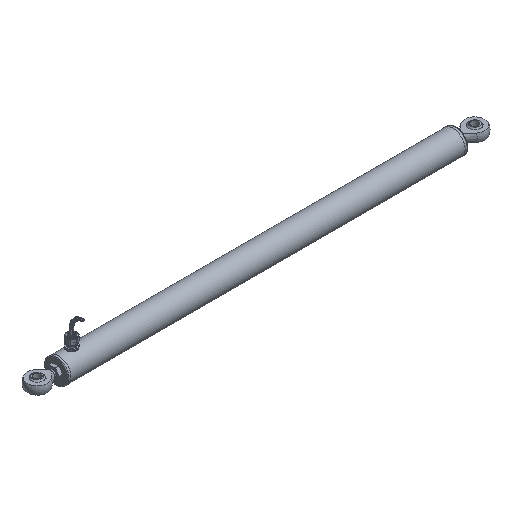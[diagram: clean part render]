
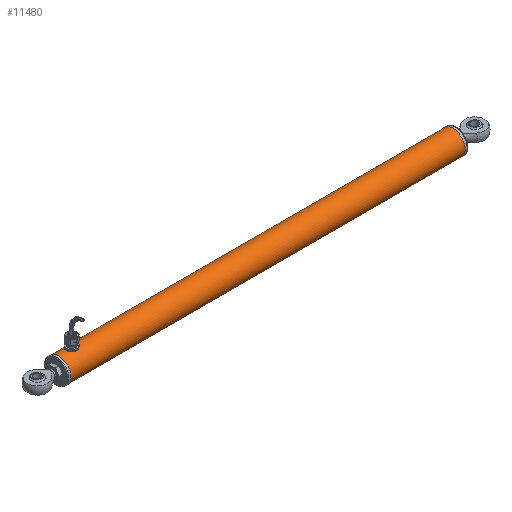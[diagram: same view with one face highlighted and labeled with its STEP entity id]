
A CAD part, isometric view. The second image highlights one B-rep face of the part: STEP entity #11480.
In plain terms, the highlighted cylindrical face has radius 13.335 mm (diameter 26.67 mm), a full revolution.
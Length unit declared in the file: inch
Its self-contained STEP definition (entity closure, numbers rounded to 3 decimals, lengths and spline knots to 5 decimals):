
#161 = CARTESIAN_POINT ( 'NONE',  ( -8.06006, 0.10075, 0.51528 ) ) ;
#238 = CARTESIAN_POINT ( 'NONE',  ( -8.03103, 0.12021, 0.51106 ) ) ;
#319 = CARTESIAN_POINT ( 'NONE',  ( -7.91212, -0.12028, 0.51105 ) ) ;
#395 = CARTESIAN_POINT ( 'NONE',  ( -7.92814, 0.12694, 0.50943 ) ) ;
#1314 = CARTESIAN_POINT ( 'NONE',  ( -7.87071, -0.08852, 0.51752 ) ) ;
#1351 = CIRCLE ( 'NONE', #13872, 0.525 ) ;
#1472 = CARTESIAN_POINT ( 'NONE',  ( -8.07851, -0.0823, 0.51866 ) ) ;
#1547 = CARTESIAN_POINT ( 'NONE',  ( -7.85541, -0.06721, 0.52073 ) ) ;
#1626 = CARTESIAN_POINT ( 'NONE',  ( -7.83764, 0.00882, 0.525 ) ) ;
#2474 = CARTESIAN_POINT ( 'NONE',  ( -7.88297, 0.10078, 0.51527 ) ) ;
#2484 = DIRECTION ( 'NONE',  ( 1., 0., 0. ) ) ;
#2498 = CARTESIAN_POINT ( 'NONE',  ( -7.97156, 0.13386, 0.50765 ) ) ;
#2553 = CARTESIAN_POINT ( 'NONE',  ( -8.08765, 0.06711, 0.52075 ) ) ;
#2627 = CARTESIAN_POINT ( 'NONE',  ( -8.03088, -0.12028, 0.51105 ) ) ;
#2703 = CARTESIAN_POINT ( 'NONE',  ( -8.10104, -0.03485, 0.52391 ) ) ;
#2774 = CARTESIAN_POINT ( 'NONE',  ( -8.00632, 0.12955, 0.50877 ) ) ;
#3220 = FACE_OUTER_BOUND ( 'NONE', #6509, .T. ) ;
#3347 = EDGE_LOOP ( 'NONE', ( #12778 ) ) ;
#3449 = DIRECTION ( 'NONE',  ( -1., 0., 0. ) ) ;
#3528 = CARTESIAN_POINT ( 'NONE',  ( 8.7185, 0., 0. ) ) ;
#3562 = EDGE_LOOP ( 'NONE', ( #5575 ) ) ;
#3640 = CARTESIAN_POINT ( 'NONE',  ( -8.1045, 0.01751, 0.52478 ) ) ;
#3800 = CARTESIAN_POINT ( 'NONE',  ( -8.01484, 0.12695, 0.50943 ) ) ;
#3877 = CARTESIAN_POINT ( 'NONE',  ( -8.0985, -0.04321, 0.52328 ) ) ;
#3942 = CARTESIAN_POINT ( 'NONE',  ( -7.88977, -0.10637, 0.51414 ) ) ;
#4011 = DIRECTION ( 'NONE',  ( -1., 0., 0. ) ) ;
#4078 = FACE_BOUND ( 'NONE', #3562, .T. ) ;
#4429 = CARTESIAN_POINT ( 'NONE',  ( -7.93667, 0.12955, 0.50877 ) ) ;
#4571 = ORIENTED_EDGE ( 'NONE', *, *, #7273, .T. ) ;
#4804 = CARTESIAN_POINT ( 'NONE',  ( -8.10448, -0.01766, 0.52477 ) ) ;
#4871 = CARTESIAN_POINT ( 'NONE',  ( -7.98917, 0.13298, 0.50788 ) ) ;
#4942 = CARTESIAN_POINT ( 'NONE',  ( -8.07787, 0.08174, 0.51865 ) ) ;
#5028 = CARTESIAN_POINT ( 'NONE',  ( -7.9363, -0.13032, 0.50861 ) ) ;
#5104 = CARTESIAN_POINT ( 'NONE',  ( -8.09847, 0.04328, 0.52328 ) ) ;
#5228 = FACE_OUTER_BOUND ( 'NONE', #3347, .T. ) ;
#5575 = ORIENTED_EDGE ( 'NONE', *, *, #8392, .T. ) ;
#5606 = CARTESIAN_POINT ( 'NONE',  ( -7.97156, 0.13386, 0.50765 ) ) ;
#5751 = CARTESIAN_POINT ( 'NONE',  ( -8.5315, -0.525, 0. ) ) ;
#6041 = CARTESIAN_POINT ( 'NONE',  ( -7.88306, -0.10086, 0.51526 ) ) ;
#6191 = CARTESIAN_POINT ( 'NONE',  ( -7.83764, -0.00884, 0.525 ) ) ;
#6267 = CARTESIAN_POINT ( 'NONE',  ( -8.10536, 0.0088, 0.525 ) ) ;
#6335 = CARTESIAN_POINT ( 'NONE',  ( -7.87069, 0.0885, 0.51753 ) ) ;
#6509 = EDGE_LOOP ( 'NONE', ( #4571 ) ) ;
#6815 = EDGE_CURVE ( 'NONE', #8211, #8211, #1351, .T. ) ;
#7060 = DIRECTION ( 'NONE',  ( 0., -1., 0. ) ) ;
#7169 = CARTESIAN_POINT ( 'NONE',  ( -7.86509, -0.08167, 0.51866 ) ) ;
#7250 = CARTESIAN_POINT ( 'NONE',  ( -8.05322, 0.10638, 0.51413 ) ) ;
#7273 = EDGE_CURVE ( 'NONE', #13893, #13893, #13303, .T. ) ;
#7332 = CARTESIAN_POINT ( 'NONE',  ( -7.84453, 0.04328, 0.52328 ) ) ;
#7395 = CARTESIAN_POINT ( 'NONE',  ( -8.10536, -0.00874, 0.525 ) ) ;
#7482 = CARTESIAN_POINT ( 'NONE',  ( -7.90429, -0.11609, 0.51203 ) ) ;
#8211 = VERTEX_POINT ( 'NONE', #10557 ) ;
#8353 = CARTESIAN_POINT ( 'NONE',  ( -7.90435, 0.11613, 0.51202 ) ) ;
#8392 = EDGE_CURVE ( 'NONE', #13035, #13035, #14178, .T. ) ;
#8429 = CARTESIAN_POINT ( 'NONE',  ( -7.98026, -0.13386, 0.50765 ) ) ;
#8509 = CARTESIAN_POINT ( 'NONE',  ( -7.88977, 0.10637, 0.51414 ) ) ;
#8576 = CARTESIAN_POINT ( 'NONE',  ( -7.83851, 0.01753, 0.52478 ) ) ;
#8646 = CARTESIAN_POINT ( 'NONE',  ( -8.0387, 0.1161, 0.51203 ) ) ;
#9490 = CARTESIAN_POINT ( 'NONE',  ( -8.07235, 0.08845, 0.51753 ) ) ;
#9552 = CARTESIAN_POINT ( 'NONE',  ( -7.85124, 0.05942, 0.52169 ) ) ;
#9634 = CARTESIAN_POINT ( 'NONE',  ( -8.05991, -0.10089, 0.51525 ) ) ;
#9716 = CARTESIAN_POINT ( 'NONE',  ( -7.84195, -0.03482, 0.52391 ) ) ;
#9783 = CARTESIAN_POINT ( 'NONE',  ( -8.09178, 0.05938, 0.52169 ) ) ;
#10275 = CARTESIAN_POINT ( 'NONE',  ( -7.96267, 0.13386, 0.50765 ) ) ;
#10557 = CARTESIAN_POINT ( 'NONE',  ( 8.7185, -0.525, 0. ) ) ;
#10694 = CARTESIAN_POINT ( 'NONE',  ( -8.03872, -0.11608, 0.51203 ) ) ;
#10762 = CARTESIAN_POINT ( 'NONE',  ( -7.85129, -0.05954, 0.52168 ) ) ;
#10838 = CARTESIAN_POINT ( 'NONE',  ( -7.85535, 0.06711, 0.52075 ) ) ;
#10918 = CARTESIAN_POINT ( 'NONE',  ( -8.10105, 0.03481, 0.52392 ) ) ;
#10980 = CARTESIAN_POINT ( 'NONE',  ( -7.98044, 0.13385, 0.50765 ) ) ;
#11480 = ADVANCED_FACE ( 'NONE', ( #3220, #5228, #4078 ), #13446, .T. ) ;
#11858 = CARTESIAN_POINT ( 'NONE',  ( -7.84451, -0.04324, 0.52328 ) ) ;
#12010 = CARTESIAN_POINT ( 'NONE',  ( -8.05319, -0.1064, 0.51413 ) ) ;
#12089 = CARTESIAN_POINT ( 'NONE',  ( -7.95399, -0.13386, 0.50765 ) ) ;
#12171 = CARTESIAN_POINT ( 'NONE',  ( -7.97156, 0.13386, 0.50765 ) ) ;
#12230 = DIRECTION ( 'NONE',  ( 0., -1., 0. ) ) ;
#12778 = ORIENTED_EDGE ( 'NONE', *, *, #6815, .T. ) ;
#13016 = CARTESIAN_POINT ( 'NONE',  ( -7.91203, 0.12024, 0.51106 ) ) ;
#13025 = DIRECTION ( 'NONE',  ( 0., -1., 0. ) ) ;
#13035 = VERTEX_POINT ( 'NONE', #2498 ) ;
#13089 = CARTESIAN_POINT ( 'NONE',  ( -7.86511, 0.08171, 0.51866 ) ) ;
#13105 = CARTESIAN_POINT ( 'NONE',  ( -8.5315, 0., 0. ) ) ;
#13171 = CARTESIAN_POINT ( 'NONE',  ( -8.00638, -0.12953, 0.50877 ) ) ;
#13242 = CARTESIAN_POINT ( 'NONE',  ( -7.84193, 0.03473, 0.52392 ) ) ;
#13303 = CIRCLE ( 'NONE', #14759, 0.525 ) ;
#13318 = CARTESIAN_POINT ( 'NONE',  ( -8.01473, -0.12699, 0.50942 ) ) ;
#13446 = CYLINDRICAL_SURFACE ( 'NONE', #14220, 0.525 ) ;
#13872 = AXIS2_PLACEMENT_3D ( 'NONE', #14529, #4011, #12230 ) ;
#13893 = VERTEX_POINT ( 'NONE', #5751 ) ;
#14166 = CARTESIAN_POINT ( 'NONE',  ( -8.08837, -0.06759, 0.52089 ) ) ;
#14178 = B_SPLINE_CURVE_WITH_KNOTS ( 'NONE', 3,
 ( #5606, #10275, #14949, #4429, #395, #13016, #8353, #8509, #2474, #6335, #13089, #10838, #9552, #7332, #13242, #8576, #1626, #6191, #14460, #9716, #11858, #10762, #1547, #7169, #1314, #6041, #3942, #7482, #319, #5028, #12089, #8429, #14399, #13171, #13318, #2627, #10694, #12010, #9634, #1472, #14166, #3877, #2703, #4804, #7395, #6267, #3640, #10918, #5104, #9783, #2553, #4942, #9490, #161, #7250, #8646, #238, #3800, #2774, #4871, #10980, #12171 ),
 .UNSPECIFIED., .T., .F.,
 ( 4, 2, 2, 2, 2, 2, 2, 2, 2, 2, 2, 2, 2, 2, 2, 2, 2, 2, 2, 2, 2, 2, 2, 2, 2, 2, 2, 2, 2, 2, 4 ),
 ( 0., 0.00067, 0.00134, 0.00201, 0.00268, 0.00335, 0.00402, 0.00469, 0.00536, 0.00603, 0.0067, 0.00737, 0.00804, 0.00871, 0.00938, 0.01072, 0.01139, 0.01206, 0.01273, 0.0134, 0.01474, 0.01541, 0.01608, 0.01675, 0.01742, 0.01809, 0.01876, 0.01943, 0.0201, 0.02077, 0.02144 ),
 .UNSPECIFIED. ) ;
#14220 = AXIS2_PLACEMENT_3D ( 'NONE', #3528, #3449, #7060 ) ;
#14399 = CARTESIAN_POINT ( 'NONE',  ( -7.98914, -0.13298, 0.50788 ) ) ;
#14460 = CARTESIAN_POINT ( 'NONE',  ( -7.83853, -0.01768, 0.52477 ) ) ;
#14529 = CARTESIAN_POINT ( 'NONE',  ( 8.7185, 0., 0. ) ) ;
#14759 = AXIS2_PLACEMENT_3D ( 'NONE', #13105, #2484, #13025 ) ;
#14949 = CARTESIAN_POINT ( 'NONE',  ( -7.95392, 0.13299, 0.50788 ) ) ;
